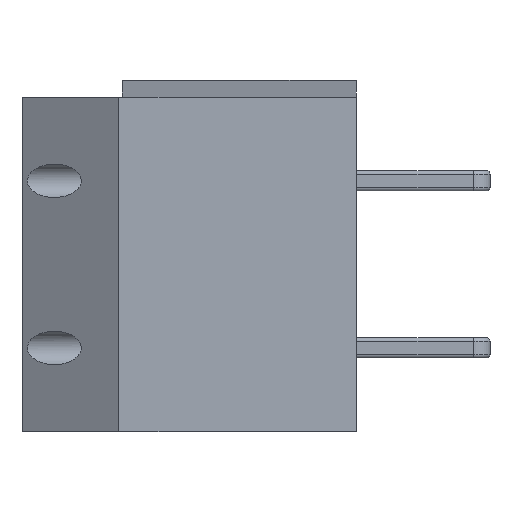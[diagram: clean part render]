
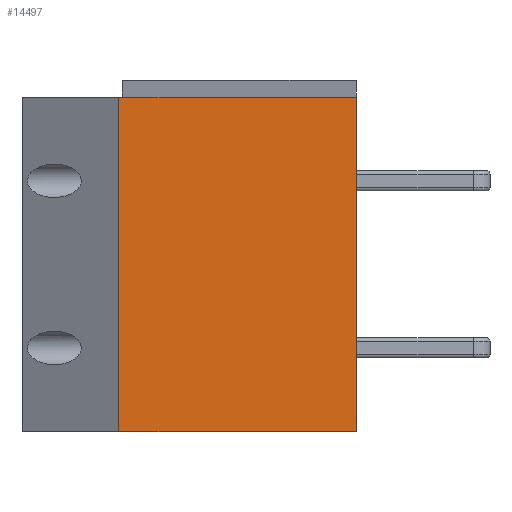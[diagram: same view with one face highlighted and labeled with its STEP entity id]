
A CAD part, left-side view. The second image highlights one B-rep face of the part: STEP entity #14497.
In plain terms, the highlighted planar face has unit normal (-1, 0, 0).
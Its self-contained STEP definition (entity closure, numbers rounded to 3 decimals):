
#12951 = PLANE('',#12952);
#12952 = AXIS2_PLACEMENT_3D('',#12953,#12954,#12955);
#12953 = CARTESIAN_POINT('',(-0.358,4.632,10.));
#12954 = DIRECTION('',(0.,0.,1.));
#12955 = DIRECTION('',(1.,0.,0.));
#12976 = VERTEX_POINT('',#12977);
#12977 = CARTESIAN_POINT('',(-4.2,7.1,10.));
#12991 = PLANE('',#12992);
#12992 = AXIS2_PLACEMENT_3D('',#12993,#12994,#12995);
#12993 = CARTESIAN_POINT('',(-3.3,8.55,5.));
#12994 = DIRECTION('',(-0.85,0.527,0.));
#12995 = DIRECTION('',(-0.527,-0.85,0.));
#13003 = EDGE_CURVE('',#13004,#12976,#13006,.T.);
#13004 = VERTEX_POINT('',#13005);
#13005 = CARTESIAN_POINT('',(-4.2,0.,10.));
#13006 = SURFACE_CURVE('',#13007,(#13011,#13018),.PCURVE_S1.);
#13007 = LINE('',#13008,#13009);
#13008 = CARTESIAN_POINT('',(-4.2,0.,10.));
#13009 = VECTOR('',#13010,1.);
#13010 = DIRECTION('',(0.,1.,0.));
#13011 = PCURVE('',#12951,#13012);
#13012 = DEFINITIONAL_REPRESENTATION('',(#13013),#13017);
#13013 = LINE('',#13014,#13015);
#13014 = CARTESIAN_POINT('',(-3.842,-4.632));
#13015 = VECTOR('',#13016,1.);
#13016 = DIRECTION('',(0.,1.));
#13017 = ( GEOMETRIC_REPRESENTATION_CONTEXT(2) 
PARAMETRIC_REPRESENTATION_CONTEXT() REPRESENTATION_CONTEXT('2D SPACE',''
  ) );
#13018 = PCURVE('',#13019,#13024);
#13019 = PLANE('',#13020);
#13020 = AXIS2_PLACEMENT_3D('',#13021,#13022,#13023);
#13021 = CARTESIAN_POINT('',(-4.2,3.55,5.));
#13022 = DIRECTION('',(-1.,-0.,-0.));
#13023 = DIRECTION('',(0.,0.,-1.));
#13024 = DEFINITIONAL_REPRESENTATION('',(#13025),#13029);
#13025 = LINE('',#13026,#13027);
#13026 = CARTESIAN_POINT('',(-5.,3.55));
#13027 = VECTOR('',#13028,1.);
#13028 = DIRECTION('',(0.,-1.));
#13029 = ( GEOMETRIC_REPRESENTATION_CONTEXT(2) 
PARAMETRIC_REPRESENTATION_CONTEXT() REPRESENTATION_CONTEXT('2D SPACE',''
  ) );
#13047 = PLANE('',#13048);
#13048 = AXIS2_PLACEMENT_3D('',#13049,#13050,#13051);
#13049 = CARTESIAN_POINT('',(-0.101,0.,5.021));
#13050 = DIRECTION('',(-0.,-1.,-0.));
#13051 = DIRECTION('',(0.,0.,-1.));
#13284 = PLANE('',#13285);
#13285 = AXIS2_PLACEMENT_3D('',#13286,#13287,#13288);
#13286 = CARTESIAN_POINT('',(-0.358,4.632,0.));
#13287 = DIRECTION('',(0.,0.,1.));
#13288 = DIRECTION('',(1.,0.,0.));
#14245 = EDGE_CURVE('',#14246,#13004,#14248,.T.);
#14246 = VERTEX_POINT('',#14247);
#14247 = CARTESIAN_POINT('',(-4.2,0.,0.));
#14248 = SURFACE_CURVE('',#14249,(#14253,#14260),.PCURVE_S1.);
#14249 = LINE('',#14250,#14251);
#14250 = CARTESIAN_POINT('',(-4.2,0.,0.));
#14251 = VECTOR('',#14252,1.);
#14252 = DIRECTION('',(0.,0.,1.));
#14253 = PCURVE('',#13047,#14254);
#14254 = DEFINITIONAL_REPRESENTATION('',(#14255),#14259);
#14255 = LINE('',#14256,#14257);
#14256 = CARTESIAN_POINT('',(5.021,-4.099));
#14257 = VECTOR('',#14258,1.);
#14258 = DIRECTION('',(-1.,0.));
#14259 = ( GEOMETRIC_REPRESENTATION_CONTEXT(2) 
PARAMETRIC_REPRESENTATION_CONTEXT() REPRESENTATION_CONTEXT('2D SPACE',''
  ) );
#14260 = PCURVE('',#13019,#14261);
#14261 = DEFINITIONAL_REPRESENTATION('',(#14262),#14266);
#14262 = LINE('',#14263,#14264);
#14263 = CARTESIAN_POINT('',(5.,3.55));
#14264 = VECTOR('',#14265,1.);
#14265 = DIRECTION('',(-1.,0.));
#14266 = ( GEOMETRIC_REPRESENTATION_CONTEXT(2) 
PARAMETRIC_REPRESENTATION_CONTEXT() REPRESENTATION_CONTEXT('2D SPACE',''
  ) );
#14497 = ADVANCED_FACE('',(#14498),#13019,.T.);
#14498 = FACE_BOUND('',#14499,.T.);
#14499 = EDGE_LOOP('',(#14500,#14501,#14502,#14525));
#14500 = ORIENTED_EDGE('',*,*,#14245,.T.);
#14501 = ORIENTED_EDGE('',*,*,#13003,.T.);
#14502 = ORIENTED_EDGE('',*,*,#14503,.F.);
#14503 = EDGE_CURVE('',#14504,#12976,#14506,.T.);
#14504 = VERTEX_POINT('',#14505);
#14505 = CARTESIAN_POINT('',(-4.2,7.1,0.));
#14506 = SURFACE_CURVE('',#14507,(#14511,#14518),.PCURVE_S1.);
#14507 = LINE('',#14508,#14509);
#14508 = CARTESIAN_POINT('',(-4.2,7.1,0.));
#14509 = VECTOR('',#14510,1.);
#14510 = DIRECTION('',(0.,0.,1.));
#14511 = PCURVE('',#13019,#14512);
#14512 = DEFINITIONAL_REPRESENTATION('',(#14513),#14517);
#14513 = LINE('',#14514,#14515);
#14514 = CARTESIAN_POINT('',(5.,-3.55));
#14515 = VECTOR('',#14516,1.);
#14516 = DIRECTION('',(-1.,0.));
#14517 = ( GEOMETRIC_REPRESENTATION_CONTEXT(2) 
PARAMETRIC_REPRESENTATION_CONTEXT() REPRESENTATION_CONTEXT('2D SPACE',''
  ) );
#14518 = PCURVE('',#12991,#14519);
#14519 = DEFINITIONAL_REPRESENTATION('',(#14520),#14524);
#14520 = LINE('',#14521,#14522);
#14521 = CARTESIAN_POINT('',(1.707,-5.));
#14522 = VECTOR('',#14523,1.);
#14523 = DIRECTION('',(0.,1.));
#14524 = ( GEOMETRIC_REPRESENTATION_CONTEXT(2) 
PARAMETRIC_REPRESENTATION_CONTEXT() REPRESENTATION_CONTEXT('2D SPACE',''
  ) );
#14525 = ORIENTED_EDGE('',*,*,#14526,.F.);
#14526 = EDGE_CURVE('',#14246,#14504,#14527,.T.);
#14527 = SURFACE_CURVE('',#14528,(#14532,#14539),.PCURVE_S1.);
#14528 = LINE('',#14529,#14530);
#14529 = CARTESIAN_POINT('',(-4.2,0.,0.));
#14530 = VECTOR('',#14531,1.);
#14531 = DIRECTION('',(0.,1.,0.));
#14532 = PCURVE('',#13019,#14533);
#14533 = DEFINITIONAL_REPRESENTATION('',(#14534),#14538);
#14534 = LINE('',#14535,#14536);
#14535 = CARTESIAN_POINT('',(5.,3.55));
#14536 = VECTOR('',#14537,1.);
#14537 = DIRECTION('',(0.,-1.));
#14538 = ( GEOMETRIC_REPRESENTATION_CONTEXT(2) 
PARAMETRIC_REPRESENTATION_CONTEXT() REPRESENTATION_CONTEXT('2D SPACE',''
  ) );
#14539 = PCURVE('',#13284,#14540);
#14540 = DEFINITIONAL_REPRESENTATION('',(#14541),#14545);
#14541 = LINE('',#14542,#14543);
#14542 = CARTESIAN_POINT('',(-3.842,-4.632));
#14543 = VECTOR('',#14544,1.);
#14544 = DIRECTION('',(0.,1.));
#14545 = ( GEOMETRIC_REPRESENTATION_CONTEXT(2) 
PARAMETRIC_REPRESENTATION_CONTEXT() REPRESENTATION_CONTEXT('2D SPACE',''
  ) );
